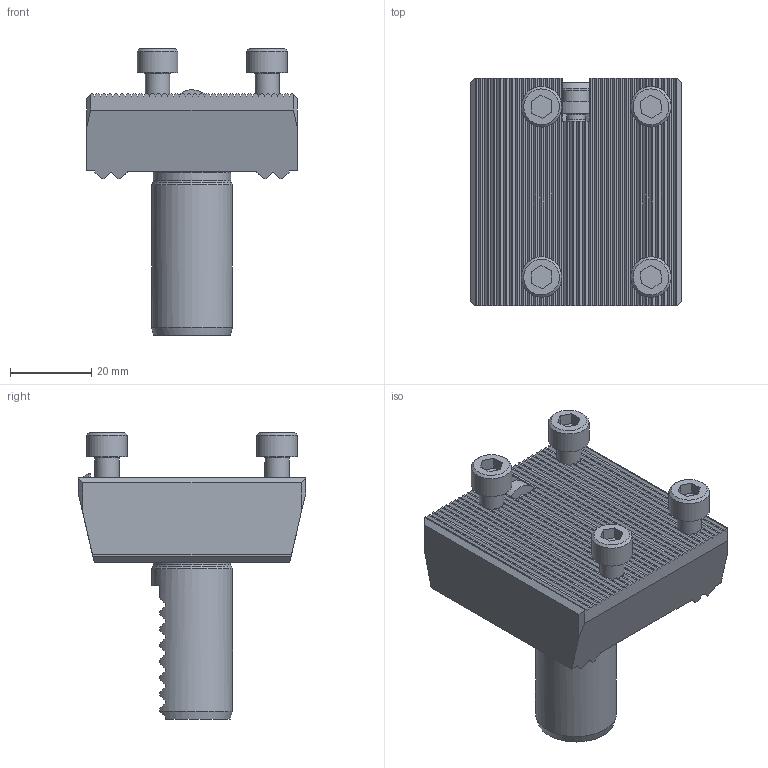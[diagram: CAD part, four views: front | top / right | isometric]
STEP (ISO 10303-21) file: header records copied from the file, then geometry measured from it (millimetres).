
FILE_DESCRIPTION(/* description */ (''),/* implementation_level */ '2;1');
FILE_NAME(/* name */ 'W1150009B.stp',/* time_stamp */ '2009-04-07T10:28:24+02:00',/* author */ (''),/* organization */ (''),/* preprocessor_version */ 'ST-DEVELOPER v11',/* originating_system */ 'UGS - NX 5.0',/* authorisation */ '');
FILE_SCHEMA (('AUTOMOTIVE_DESIGN { 1 0 10303 214 0 1 1 1 }'));
Length unit declared in the file: millimetre
Products named in the file (1): KrisE2F3pa9o
Bounding box: 52 x 56 x 70.75 mm (x, y, z)
Volume: 66648.5 mm3; surface area: 15509.5 mm2
Topology: 1 solids, 1 shells, 300 faces, 841 edges, 557 vertices
Faces by surface type: plane 256, cylinder 28, torus 9, cone 7
Full cylindrical faces by diameter (mm): 4.5 x1, 5 x1, 6 x4, 6.8 x1, 10 x6, 19.1 x1, 20 x1
Entity records: 9677 total; most frequent: CARTESIAN_POINT 1971, ORIENTED_EDGE 1600, DIRECTION 1567, EDGE_CURVE 800, LINE 587, VECTOR 587, VERTEX_POINT 546, AXIS2_PLACEMENT_3D 490
